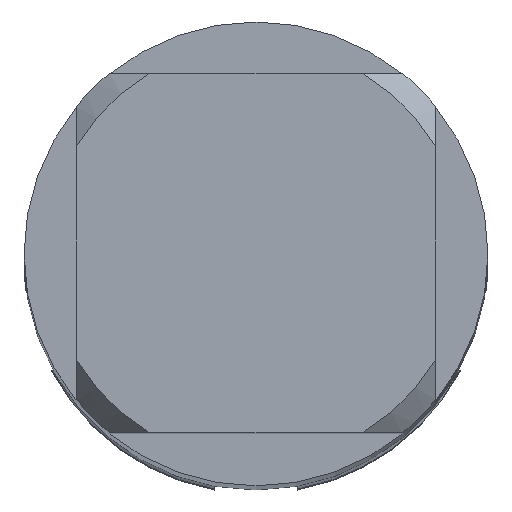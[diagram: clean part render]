
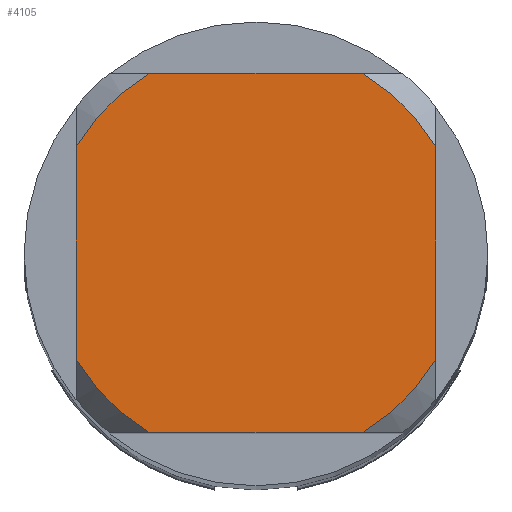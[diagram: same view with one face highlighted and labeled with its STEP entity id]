
A CAD part, top view. The second image highlights one B-rep face of the part: STEP entity #4105.
In plain terms, the highlighted planar face has unit normal (0, 0, 1).
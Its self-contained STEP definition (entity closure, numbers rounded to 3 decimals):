
#2865=VERTEX_POINT('',#7975);
#3039=EDGE_CURVE('',#3733,#5621,#8164,.T.);
#3325=VERTEX_POINT('',#8483);
#3673=EDGE_CURVE('',#3325,#7409,#8859,.T.);
#3733=VERTEX_POINT('',#8925);
#4105=ADVANCED_FACE('',(#9336),#9337,.T.);
#4347=EDGE_CURVE('',#7187,#2865,#9595,.T.);
#4541=EDGE_CURVE('',#7009,#7409,#9806,.T.);
#4629=EDGE_CURVE('',#3733,#5569,#9900,.T.);
#5569=VERTEX_POINT('',#10936);
#5621=VERTEX_POINT('',#10989);
#6057=EDGE_CURVE('',#3325,#2865,#11462,.T.);
#6755=EDGE_CURVE('',#7187,#5621,#12214,.T.);
#6793=EDGE_CURVE('',#7009,#5569,#12255,.T.);
#7009=VERTEX_POINT('',#12493);
#7187=VERTEX_POINT('',#12683);
#7409=VERTEX_POINT('',#12920);
#7975=CARTESIAN_POINT('',(-1.83,3.1,0.0));
#8164=LINE('',#14066,#14067);
#8483=CARTESIAN_POINT('',(-3.1,1.83,0.0));
#8859=LINE('',#15254,#15255);
#8925=CARTESIAN_POINT('',(3.1,-1.83,0.0));
#9336=FACE_OUTER_BOUND('',#16150,.T.);
#9337=PLANE('',#16151);
#9595=LINE('',#16668,#16669);
#9806=CIRCLE('',#17088,3.6);
#9900=CIRCLE('',#17309,3.6);
#10936=CARTESIAN_POINT('',(1.83,-3.1,0.0));
#10989=CARTESIAN_POINT('',(3.1,1.83,0.0));
#11462=CIRCLE('',#20055,3.6);
#12214=CIRCLE('',#21415,3.6);
#12255=LINE('',#21497,#21498);
#12493=CARTESIAN_POINT('',(-1.83,-3.1,0.0));
#12683=CARTESIAN_POINT('',(1.83,3.1,0.0));
#12920=CARTESIAN_POINT('',(-3.1,-1.83,0.0));
#14066=CARTESIAN_POINT('',(3.1,0.9,0.0));
#14067=VECTOR('',#23701,1.0);
#15254=CARTESIAN_POINT('',(-3.1,0.9,0.0));
#15255=VECTOR('',#24437,1.0);
#16150=EDGE_LOOP('',(#25136,#25137,#25138,#25139,#25140,#25141,#25142,#25143));
#16151=AXIS2_PLACEMENT_3D('',#25144,#25145,#25146);
#16668=CARTESIAN_POINT('',(0.0,3.1,0.0));
#16669=VECTOR('',#25389,1.0);
#17088=AXIS2_PLACEMENT_3D('',#25606,#25607,#25608);
#17309=AXIS2_PLACEMENT_3D('',#25688,#25689,#25690);
#20055=AXIS2_PLACEMENT_3D('',#27440,#27441,#27442);
#21415=AXIS2_PLACEMENT_3D('',#28159,#28160,#28161);
#21497=CARTESIAN_POINT('',(0.0,-3.1,0.0));
#21498=VECTOR('',#28201,1.0);
#23701=DIRECTION('',(-0.0,1.0,0.0));
#24437=DIRECTION('',(-0.0,-1.0,0.0));
#25136=ORIENTED_EDGE('',*,*,#3673,.T.);
#25137=ORIENTED_EDGE('',*,*,#4541,.F.);
#25138=ORIENTED_EDGE('',*,*,#6793,.T.);
#25139=ORIENTED_EDGE('',*,*,#4629,.F.);
#25140=ORIENTED_EDGE('',*,*,#3039,.T.);
#25141=ORIENTED_EDGE('',*,*,#6755,.F.);
#25142=ORIENTED_EDGE('',*,*,#4347,.T.);
#25143=ORIENTED_EDGE('',*,*,#6057,.F.);
#25144=CARTESIAN_POINT('',(0.0,1.8,0.0));
#25145=DIRECTION('',(-0.0,0.0,1.0));
#25146=DIRECTION('',(0.0,-1.0,0.0));
#25389=DIRECTION('',(-1.0,0.0,0.0));
#25606=CARTESIAN_POINT('',(0.0,0.0,0.0));
#25607=DIRECTION('',(0.0,0.0,-1.0));
#25608=DIRECTION('',(0.0,1.0,0.0));
#25688=CARTESIAN_POINT('',(0.0,0.0,0.0));
#25689=DIRECTION('',(0.0,0.0,-1.0));
#25690=DIRECTION('',(0.0,1.0,0.0));
#27440=CARTESIAN_POINT('',(0.0,0.0,0.0));
#27441=DIRECTION('',(0.0,0.0,-1.0));
#27442=DIRECTION('',(0.0,1.0,0.0));
#28159=CARTESIAN_POINT('',(0.0,0.0,0.0));
#28160=DIRECTION('',(0.0,0.0,-1.0));
#28161=DIRECTION('',(0.0,1.0,0.0));
#28201=DIRECTION('',(1.0,0.0,0.0));
